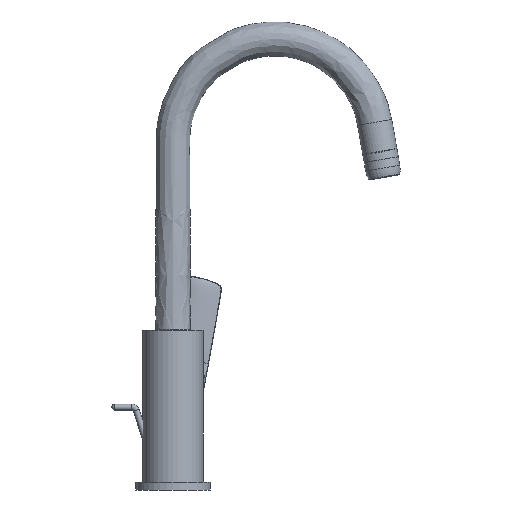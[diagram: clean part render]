
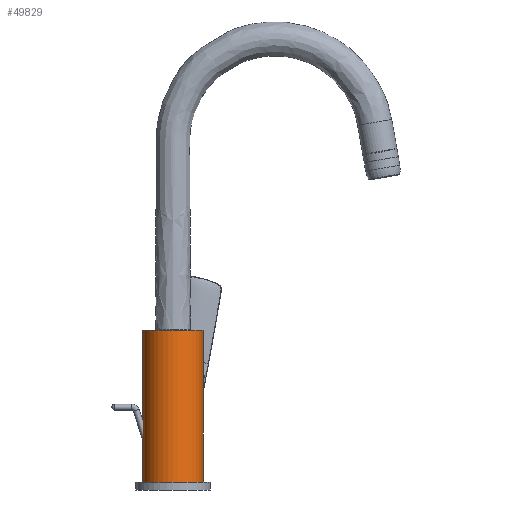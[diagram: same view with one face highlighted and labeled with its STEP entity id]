
A CAD part, front view. The second image highlights one B-rep face of the part: STEP entity #49829.
In plain terms, the highlighted cylindrical face has radius 20 mm (diameter 40 mm), a full revolution.
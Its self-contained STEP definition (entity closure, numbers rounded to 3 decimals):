
#10574=ELLIPSE('',#70128,28.284,20.);
#10575=ELLIPSE('',#70129,28.284,20.);
#27825=ORIENTED_EDGE('',*,*,#35424,.T.);
#27826=ORIENTED_EDGE('',*,*,#35425,.T.);
#27827=ORIENTED_EDGE('',*,*,#35426,.T.);
#27828=ORIENTED_EDGE('',*,*,#35427,.T.);
#35424=EDGE_CURVE('',#40482,#40482,#41170,.T.);
#35425=EDGE_CURVE('',#40483,#40484,#10574,.F.);
#35426=EDGE_CURVE('',#40484,#40483,#10575,.T.);
#35427=EDGE_CURVE('',#40485,#40485,#41171,.T.);
#40482=VERTEX_POINT('',#106327);
#40483=VERTEX_POINT('',#106329);
#40484=VERTEX_POINT('',#106330);
#40485=VERTEX_POINT('',#106333);
#41170=CIRCLE('',#70127,20.);
#41171=CIRCLE('',#70130,20.);
#44143=EDGE_LOOP('',(#27825));
#44144=EDGE_LOOP('',(#27826,#27827));
#44145=EDGE_LOOP('',(#27828));
#47151=FACE_BOUND('',#44143,.T.);
#47152=FACE_BOUND('',#44144,.T.);
#47153=FACE_BOUND('',#44145,.T.);
#47402=CYLINDRICAL_SURFACE('',#70126,20.);
#49829=ADVANCED_FACE('',(#47151,#47152,#47153),#47402,.T.);
#70126=AXIS2_PLACEMENT_3D('',#106325,#80455,#80456);
#70127=AXIS2_PLACEMENT_3D('',#106326,#80457,#80458);
#70128=AXIS2_PLACEMENT_3D('',#106328,#80459,#80460);
#70129=AXIS2_PLACEMENT_3D('',#106331,#80461,#80462);
#70130=AXIS2_PLACEMENT_3D('',#106332,#80463,#80464);
#80455=DIRECTION('',(0.,0.,-1.));
#80456=DIRECTION('',(-1.,0.,0.));
#80457=DIRECTION('',(0.,0.,-1.));
#80458=DIRECTION('',(1.,0.,0.));
#80459=DIRECTION('',(0.,0.707,-0.707));
#80460=DIRECTION('',(0.,-0.707,-0.707));
#80461=DIRECTION('',(0.,-0.707,-0.707));
#80462=DIRECTION('',(0.,0.707,-0.707));
#80463=DIRECTION('',(0.,0.,1.));
#80464=DIRECTION('',(0.,1.,0.));
#106325=CARTESIAN_POINT('',(0.,0.,101.));
#106326=CARTESIAN_POINT('',(0.,0.,101.));
#106327=CARTESIAN_POINT('',(20.,0.,101.));
#106328=CARTESIAN_POINT('',(0.,0.,63.));
#106329=CARTESIAN_POINT('',(20.,0.,63.));
#106330=CARTESIAN_POINT('',(-20.,0.,63.));
#106331=CARTESIAN_POINT('',(0.,0.,63.));
#106332=CARTESIAN_POINT('',(0.,0.,-4.));
#106333=CARTESIAN_POINT('',(0.,20.,-4.));
